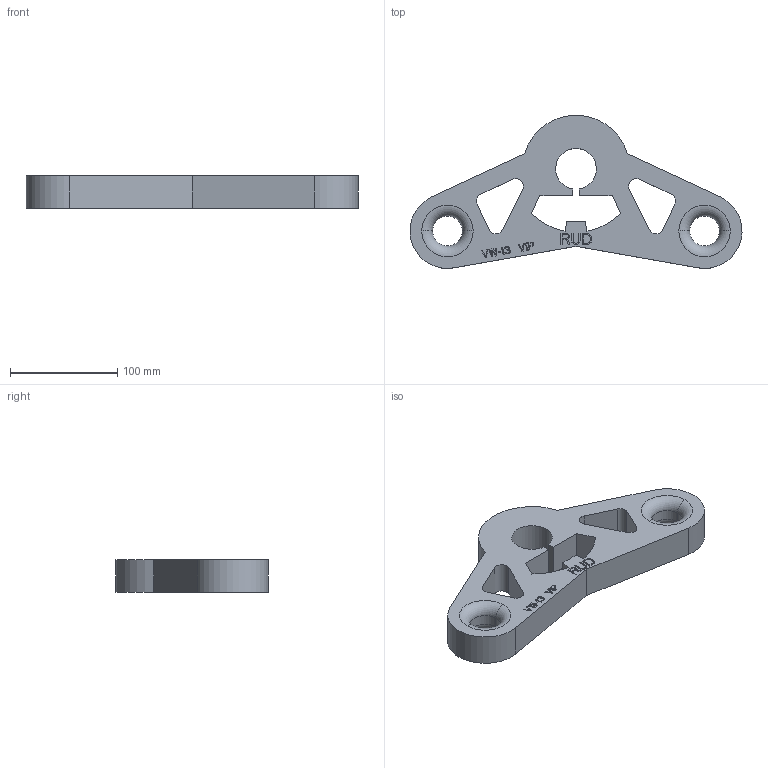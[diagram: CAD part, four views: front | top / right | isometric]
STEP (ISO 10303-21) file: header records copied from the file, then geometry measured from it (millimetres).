
FILE_DESCRIPTION((''),'2;1');
FILE_NAME('001-M34797-P-1','2019-01-24T',('anja.joas'),(''),'PRO/ENGINEER BY PARAMETRIC TECHNOLOGY CORPORATION, 2011490','PRO/ENGINEER BY PARAMETRIC TECHNOLOGY CORPORATION, 2011490','');
FILE_SCHEMA(('CONFIG_CONTROL_DESIGN'));
Length unit declared in the file: millimetre
Products named in the file (1): 001-M34797-P-1
Bounding box: 309.91 x 142.82 x 30 mm (x, y, z)
Volume: 598284.9 mm3; surface area: 85912.6 mm2
Topology: 1 solids, 1 shells, 260 faces, 724 edges, 480 vertices
Faces by surface type: plane 235, cylinder 17, torus 8
Entity records: 8252 total; most frequent: CARTESIAN_POINT 1464, ORIENTED_EDGE 1448, DIRECTION 1294, EDGE_CURVE 724, VECTOR 674, LINE 674, VERTEX_POINT 480, AXIS2_PLACEMENT_3D 310
